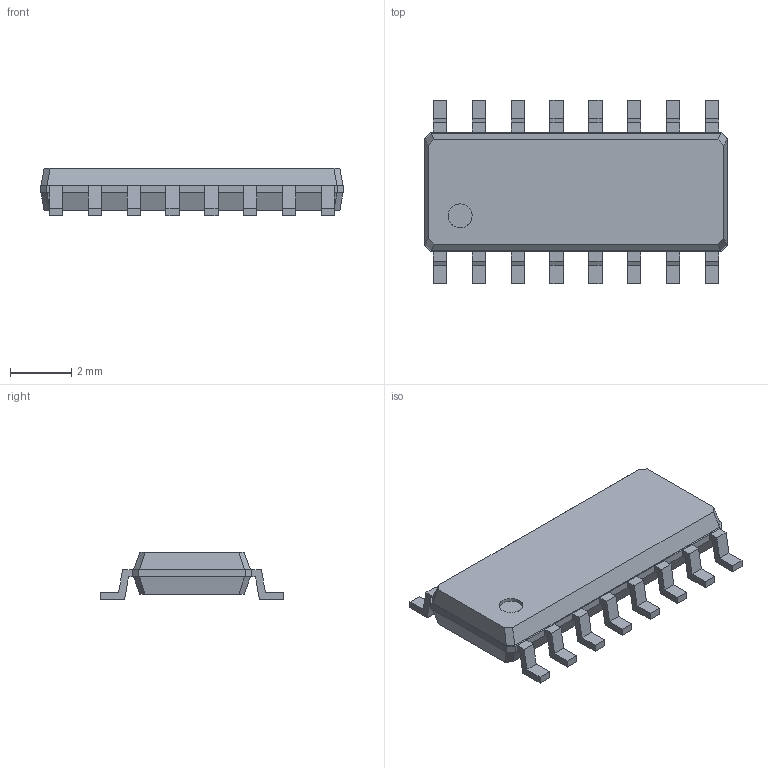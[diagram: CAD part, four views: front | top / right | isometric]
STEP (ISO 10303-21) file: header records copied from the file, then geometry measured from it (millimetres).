
FILE_DESCRIPTION(('FreeCAD Model'),'2;1');
FILE_NAME('Open CASCADE Shape Model','2025-01-20T13:49:22',(''),(''), 'Open CASCADE STEP processor 7.8','FreeCAD','Unknown');
FILE_SCHEMA(('AUTOMOTIVE_DESIGN { 1 0 10303 214 1 1 1 1 }'));
Length unit declared in the file: millimetre
Products named in the file (4): soic16; difference; Group; Group001
Assembly tree (3 placements, depth 2):
  soic16
    difference
    Group
    Group001
Bounding box: 9.9 x 6 x 1.55 mm (x, y, z)
Volume: 51.6 mm3; surface area: 144.6 mm2
Topology: 17 solids, 17 shells, 190 faces, 460 edges, 307 vertices
Faces by surface type: plane 179, bspline 10, cylinder 1
Full cylindrical faces by diameter (mm): 0.78 x1
Entity records: 5660 total; most frequent: CARTESIAN_POINT 1103, ORIENTED_EDGE 920, DIRECTION 787, EDGE_CURVE 460, LINE 417, VECTOR 417, VERTEX_POINT 307, FACE_BOUND 193
